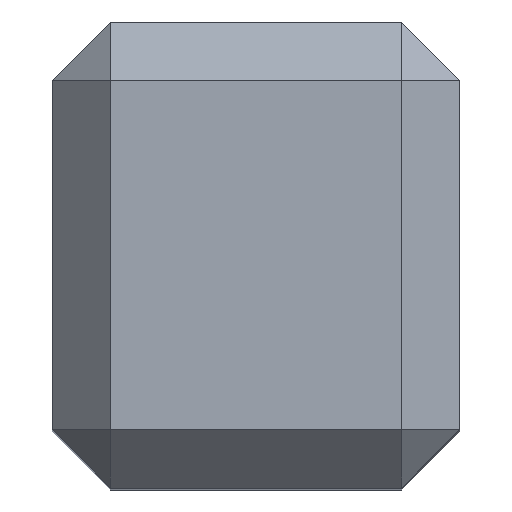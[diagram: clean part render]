
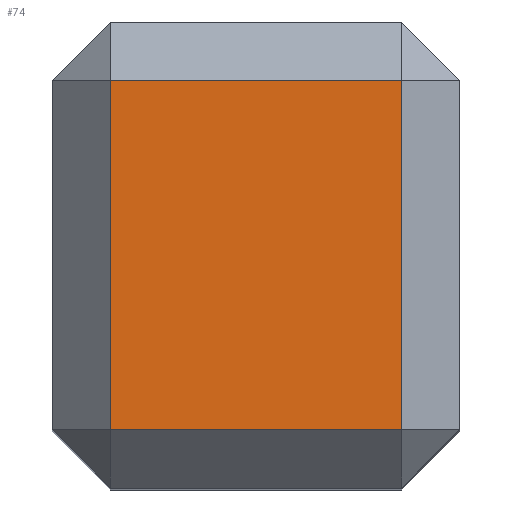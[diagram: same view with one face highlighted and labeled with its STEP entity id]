
A CAD part, top view. The second image highlights one B-rep face of the part: STEP entity #74.
In plain terms, the highlighted planar face has unit normal (0, 0, 1).
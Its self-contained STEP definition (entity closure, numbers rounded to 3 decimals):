
#74=ADVANCED_FACE('',(#234),#236,.T.);
#234=FACE_BOUND('',#235,.T.);
#235=EDGE_LOOP('',(#619,#620,#621,#622));
#236=PLANE('',#237);
#237=AXIS2_PLACEMENT_3D('',#238,#239,#240);
#238=CARTESIAN_POINT('',(0.,0.,20.));
#239=DIRECTION('',(0.,0.,1.));
#240=DIRECTION('',(0.,-1.,0.));
#619=ORIENTED_EDGE('',*,*,#801,.T.);
#620=ORIENTED_EDGE('',*,*,#802,.T.);
#621=ORIENTED_EDGE('',*,*,#803,.T.);
#622=ORIENTED_EDGE('',*,*,#804,.T.);
#801=EDGE_CURVE('',#989,#990,#991,.T.);
#802=EDGE_CURVE('',#990,#992,#993,.T.);
#803=EDGE_CURVE('',#992,#994,#995,.T.);
#804=EDGE_CURVE('',#994,#989,#996,.T.);
#989=VERTEX_POINT('',#2153);
#990=VERTEX_POINT('',#2154);
#991=LINE('',#2155,#2156);
#992=VERTEX_POINT('',#2158);
#993=LINE('',#2159,#2160);
#994=VERTEX_POINT('',#2162);
#995=LINE('',#2163,#2164);
#996=LINE('',#2166,#2167);
#2153=CARTESIAN_POINT('',(-3.,3.,20.));
#2154=CARTESIAN_POINT('',(-3.,-3.,20.));
#2155=CARTESIAN_POINT('',(-3.,3.,20.));
#2156=VECTOR('',#2157,1.);
#2157=DIRECTION('',(0.,-1.,0.));
#2158=CARTESIAN_POINT('',(2.,-3.,20.));
#2159=CARTESIAN_POINT('',(-3.,-3.,20.));
#2160=VECTOR('',#2161,1.);
#2161=DIRECTION('',(1.,0.,0.));
#2162=CARTESIAN_POINT('',(2.,3.,20.));
#2163=CARTESIAN_POINT('',(2.,-3.,20.));
#2164=VECTOR('',#2165,1.);
#2165=DIRECTION('',(0.,1.,0.));
#2166=CARTESIAN_POINT('',(2.,3.,20.));
#2167=VECTOR('',#2168,1.);
#2168=DIRECTION('',(-1.,0.,0.));
